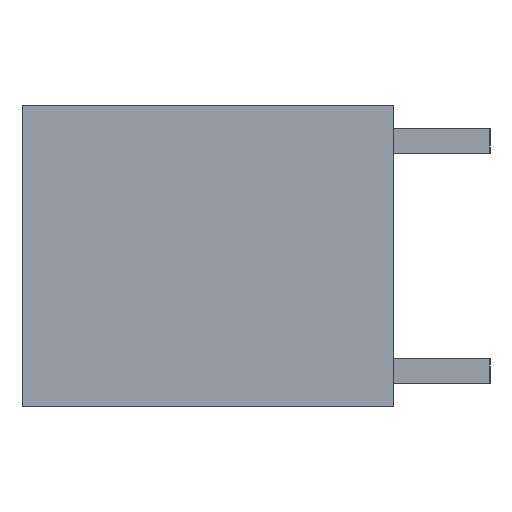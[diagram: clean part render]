
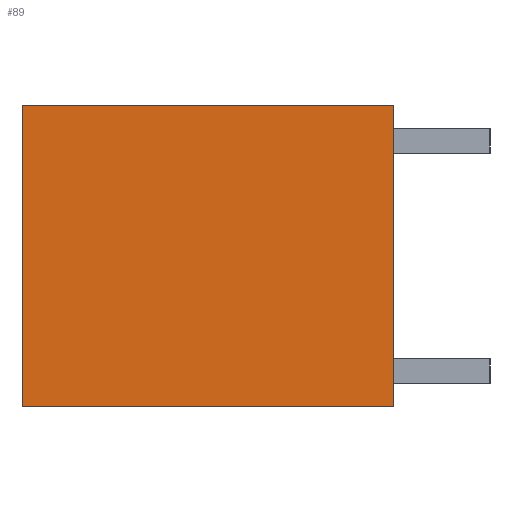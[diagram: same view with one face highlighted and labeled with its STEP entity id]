
A CAD part, left-side view. The second image highlights one B-rep face of the part: STEP entity #89.
In plain terms, the highlighted planar face has unit normal (-1, 0, 0).
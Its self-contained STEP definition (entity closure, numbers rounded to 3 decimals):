
#89=ADVANCED_FACE('',(#190),#191,.F.);
#190=FACE_OUTER_BOUND('',#295,.T.);
#191=PLANE('',#296);
#295=EDGE_LOOP('',(#494,#495,#496,#497));
#296=AXIS2_PLACEMENT_3D('',#498,#499,#500);
#494=ORIENTED_EDGE('',*,*,#682,.T.);
#495=ORIENTED_EDGE('',*,*,#683,.F.);
#496=ORIENTED_EDGE('',*,*,#670,.F.);
#497=ORIENTED_EDGE('',*,*,#649,.F.);
#498=CARTESIAN_POINT('',(-14.25,6.15,0.0));
#499=DIRECTION('',(1.0,0.0,0.0));
#500=DIRECTION('',(0.0,0.0,-1.0));
#649=EDGE_CURVE('',#778,#780,#781,.T.);
#670=EDGE_CURVE('',#780,#812,#813,.T.);
#682=EDGE_CURVE('',#778,#829,#830,.T.);
#683=EDGE_CURVE('',#812,#829,#831,.T.);
#778=VERTEX_POINT('',#961);
#780=VERTEX_POINT('',#964);
#781=LINE('',#965,#966);
#812=VERTEX_POINT('',#1014);
#813=LINE('',#1015,#1016);
#829=VERTEX_POINT('',#1039);
#830=LINE('',#1040,#1041);
#831=LINE('',#1042,#1043);
#961=CARTESIAN_POINT('',(-14.25,12.3,5.0));
#964=CARTESIAN_POINT('',(-14.25,0.0,5.0));
#965=CARTESIAN_POINT('',(-14.25,6.15,5.0));
#966=VECTOR('',#1115,1.0);
#1014=CARTESIAN_POINT('',(-14.25,0.0,-5.0));
#1015=CARTESIAN_POINT('',(-14.25,0.0,0.0));
#1016=VECTOR('',#1133,1.0);
#1039=CARTESIAN_POINT('',(-14.25,12.3,-5.0));
#1040=CARTESIAN_POINT('',(-14.25,12.3,0.0));
#1041=VECTOR('',#1141,1.0);
#1042=CARTESIAN_POINT('',(-14.25,6.15,-5.0));
#1043=VECTOR('',#1142,1.0);
#1115=DIRECTION('',(0.0,-1.0,0.0));
#1133=DIRECTION('',(0.0,0.0,-1.0));
#1141=DIRECTION('',(0.0,0.0,-1.0));
#1142=DIRECTION('',(0.0,1.0,0.0));
